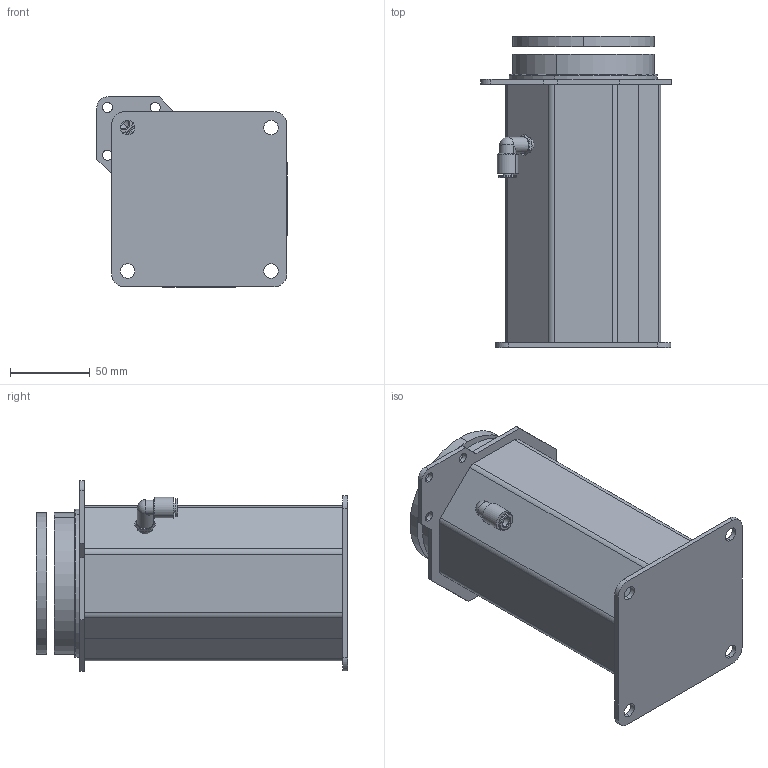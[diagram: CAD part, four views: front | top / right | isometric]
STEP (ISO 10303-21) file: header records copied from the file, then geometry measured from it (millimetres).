
FILE_DESCRIPTION (( 'STEP AP203' ), '1' );
FILE_NAME ('160kg Isolator Module.STEP', '2017-07-27T20:07:06', ( 'Install' ), ( 'Microsoft' ), 'SwSTEP 2.0', 'SolidWorks 2016', '' );
FILE_SCHEMA (( 'CONFIG_CONTROL_DESIGN' ));
Length unit declared in the file: inch
Products named in the file (1): 160kg Isolator Module
Bounding box: 119.38 x 195.17 x 119.38 mm (x, y, z)
Surface area: 120284.9 mm2 (no closed solid volume)
Topology: 0 solids, 11 shells, 122 faces, 365 edges, 255 vertices
Faces by surface type: cylinder 61, plane 44, torus 8, cone 8, sphere 1
Entity records: 4367 total; most frequent: CARTESIAN_POINT 860, DIRECTION 784, ORIENTED_EDGE 600, EDGE_CURVE 363, AXIS2_PLACEMENT_3D 318, VERTEX_POINT 254, CIRCLE 195, EDGE_LOOP 171
